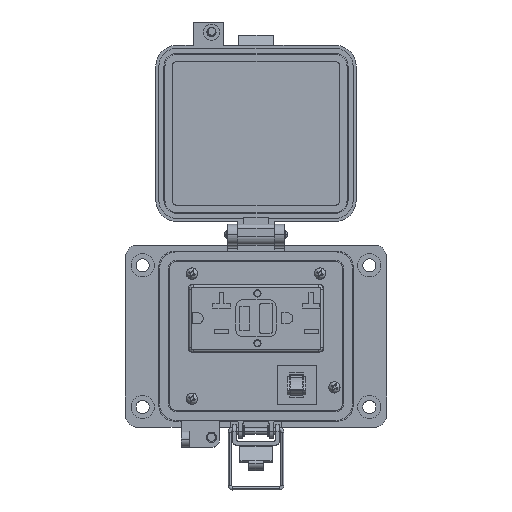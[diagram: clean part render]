
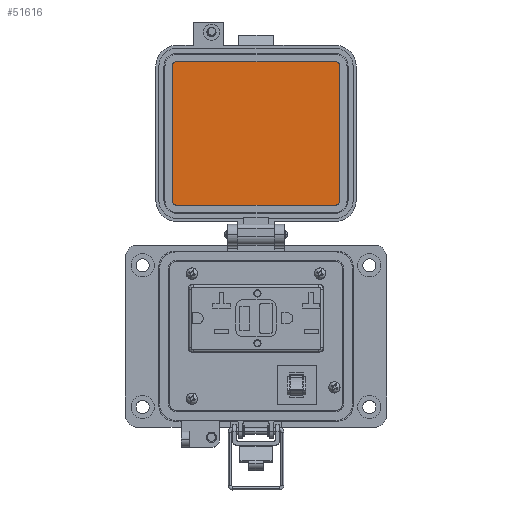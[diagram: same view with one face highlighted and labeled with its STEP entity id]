
A CAD part, top view. The second image highlights one B-rep face of the part: STEP entity #51616.
In plain terms, the highlighted planar face has unit normal (0, 0, 1).
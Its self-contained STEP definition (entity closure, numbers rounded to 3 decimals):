
#492 = FACE_OUTER_BOUND ( 'NONE', #30673, .T. ) ;
#810 = CARTESIAN_POINT ( 'NONE',  ( 39.871, 130.108, 19.202 ) ) ;
#1433 = CIRCLE ( 'NONE', #48698, 2.299 ) ;
#1872 = LINE ( 'NONE', #26082, #32547 ) ;
#8039 = VECTOR ( 'NONE', #41173, 1000. ) ;
#8167 = DIRECTION ( 'NONE',  ( 1., 0., 0. ) ) ;
#9064 = VERTEX_POINT ( 'NONE', #19310 ) ;
#9344 = ORIENTED_EDGE ( 'NONE', *, *, #51208, .F. ) ;
#10255 = CARTESIAN_POINT ( 'NONE',  ( -42.469, 126.389, 19.202 ) ) ;
#10972 = DIRECTION ( 'NONE',  ( 0., 0., -1. ) ) ;
#11068 = VERTEX_POINT ( 'NONE', #25165 ) ;
#12254 = EDGE_CURVE ( 'NONE', #20879, #56338, #16971, .T. ) ;
#15122 = VERTEX_POINT ( 'NONE', #47049 ) ;
#15692 = ORIENTED_EDGE ( 'NONE', *, *, #62056, .F. ) ;
#16971 = LINE ( 'NONE', #59795, #8039 ) ;
#18646 = VECTOR ( 'NONE', #61417, 1000. ) ;
#19310 = CARTESIAN_POINT ( 'NONE',  ( 35.912, 128.688, 19.202 ) ) ;
#20197 = EDGE_CURVE ( 'NONE', #56338, #37044, #1433, .T. ) ;
#20879 = VERTEX_POINT ( 'NONE', #21491 ) ;
#21491 = CARTESIAN_POINT ( 'NONE',  ( 35.912, 57.705, 19.202 ) ) ;
#23291 = CARTESIAN_POINT ( 'NONE',  ( 38.212, 93.196, 19.202 ) ) ;
#23792 = AXIS2_PLACEMENT_3D ( 'NONE', #24162, #43671, #53136 ) ;
#24162 = CARTESIAN_POINT ( 'NONE',  ( 35.912, 126.389, 19.202 ) ) ;
#24385 = DIRECTION ( 'NONE',  ( 0., 0., 1. ) ) ;
#25165 = CARTESIAN_POINT ( 'NONE',  ( 38.212, 60.004, 19.202 ) ) ;
#25345 = DIRECTION ( 'NONE',  ( 0., 0., -1. ) ) ;
#25887 = ORIENTED_EDGE ( 'NONE', *, *, #60804, .F. ) ;
#26082 = CARTESIAN_POINT ( 'NONE',  ( -44.769, 93.196, 19.202 ) ) ;
#28148 = ORIENTED_EDGE ( 'NONE', *, *, #20197, .F. ) ;
#30486 = CIRCLE ( 'NONE', #38515, 2.299 ) ;
#30673 = EDGE_LOOP ( 'NONE', ( #43034, #15692, #9344, #49090, #34125, #25887, #28148, #33726 ) ) ;
#32547 = VECTOR ( 'NONE', #36757, 1000. ) ;
#33726 = ORIENTED_EDGE ( 'NONE', *, *, #12254, .F. ) ;
#34125 = ORIENTED_EDGE ( 'NONE', *, *, #45313, .F. ) ;
#35528 = CARTESIAN_POINT ( 'NONE',  ( -42.469, 57.705, 19.202 ) ) ;
#36757 = DIRECTION ( 'NONE',  ( 0., 1., 0. ) ) ;
#37044 = VERTEX_POINT ( 'NONE', #38135 ) ;
#37154 = LINE ( 'NONE', #23291, #18646 ) ;
#38135 = CARTESIAN_POINT ( 'NONE',  ( -44.769, 60.004, 19.202 ) ) ;
#38515 = AXIS2_PLACEMENT_3D ( 'NONE', #10255, #25345, #49282 ) ;
#39873 = CIRCLE ( 'NONE', #23792, 2.299 ) ;
#40622 = VECTOR ( 'NONE', #52536, 1000. ) ;
#41173 = DIRECTION ( 'NONE',  ( -1., 0., 0. ) ) ;
#41332 = EDGE_CURVE ( 'NONE', #11068, #20879, #52898, .T. ) ;
#41857 = CARTESIAN_POINT ( 'NONE',  ( -42.469, 60.004, 19.202 ) ) ;
#42879 = CARTESIAN_POINT ( 'NONE',  ( -44.769, 126.389, 19.202 ) ) ;
#43034 = ORIENTED_EDGE ( 'NONE', *, *, #41332, .F. ) ;
#43596 = DIRECTION ( 'NONE',  ( -1., 0., 0. ) ) ;
#43671 = DIRECTION ( 'NONE',  ( 0., 0., -1. ) ) ;
#43926 = PLANE ( 'NONE',  #61067 ) ;
#44341 = LINE ( 'NONE', #57609, #40622 ) ;
#44649 = DIRECTION ( 'NONE',  ( 0., -1., 0. ) ) ;
#45313 = EDGE_CURVE ( 'NONE', #51774, #15122, #30486, .T. ) ;
#46158 = VERTEX_POINT ( 'NONE', #48214 ) ;
#47049 = CARTESIAN_POINT ( 'NONE',  ( -42.469, 128.688, 19.202 ) ) ;
#48214 = CARTESIAN_POINT ( 'NONE',  ( 38.212, 126.389, 19.202 ) ) ;
#48421 = EDGE_CURVE ( 'NONE', #15122, #9064, #44341, .T. ) ;
#48698 = AXIS2_PLACEMENT_3D ( 'NONE', #41857, #56660, #8167 ) ;
#49090 = ORIENTED_EDGE ( 'NONE', *, *, #48421, .F. ) ;
#49282 = DIRECTION ( 'NONE',  ( 0., -1., 0. ) ) ;
#51208 = EDGE_CURVE ( 'NONE', #9064, #46158, #39873, .T. ) ;
#51616 = ADVANCED_FACE ( 'NONE', ( #492 ), #43926, .T. ) ;
#51774 = VERTEX_POINT ( 'NONE', #42879 ) ;
#52536 = DIRECTION ( 'NONE',  ( 1., 0., 0. ) ) ;
#52898 = CIRCLE ( 'NONE', #55924, 2.299 ) ;
#53136 = DIRECTION ( 'NONE',  ( 1., 0., 0. ) ) ;
#54105 = CARTESIAN_POINT ( 'NONE',  ( 35.912, 60.004, 19.202 ) ) ;
#55924 = AXIS2_PLACEMENT_3D ( 'NONE', #54105, #10972, #44649 ) ;
#56338 = VERTEX_POINT ( 'NONE', #35528 ) ;
#56660 = DIRECTION ( 'NONE',  ( 0., 0., -1. ) ) ;
#57609 = CARTESIAN_POINT ( 'NONE',  ( -3.279, 128.688, 19.202 ) ) ;
#59795 = CARTESIAN_POINT ( 'NONE',  ( -3.279, 57.705, 19.202 ) ) ;
#60804 = EDGE_CURVE ( 'NONE', #37044, #51774, #1872, .T. ) ;
#61067 = AXIS2_PLACEMENT_3D ( 'NONE', #810, #24385, #43596 ) ;
#61417 = DIRECTION ( 'NONE',  ( 0., -1., 0. ) ) ;
#62056 = EDGE_CURVE ( 'NONE', #46158, #11068, #37154, .T. ) ;
